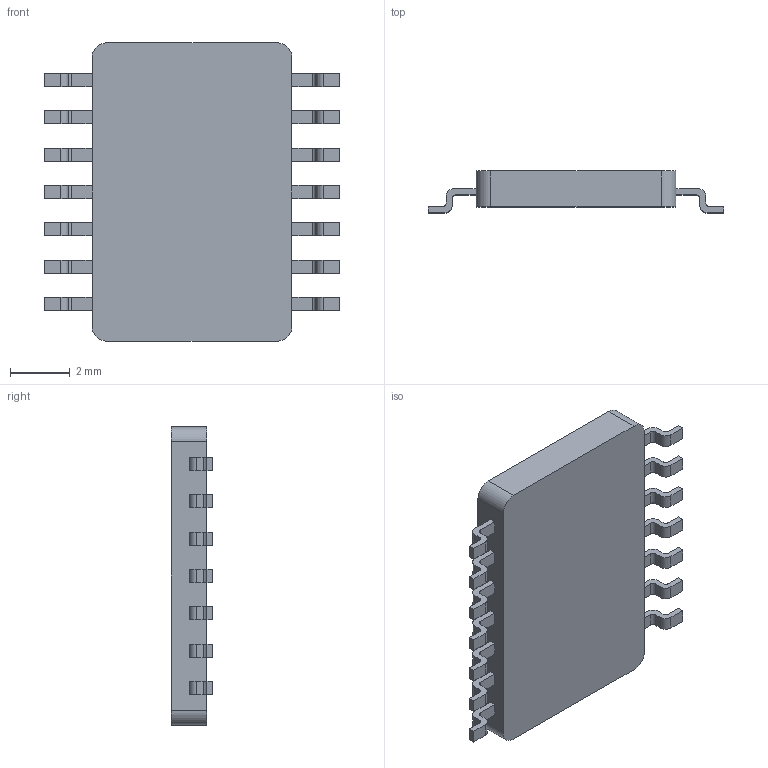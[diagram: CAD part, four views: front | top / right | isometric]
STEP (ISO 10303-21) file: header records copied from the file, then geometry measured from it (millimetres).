
FILE_DESCRIPTION (( 'STEP AP214' ), '1' );
FILE_NAME ('User Library-401.14-5-1.STEP', '2020-08-19T02:44:45', ( '' ), ( '' ), 'SwSTEP 2.0', 'SolidWorks 2020', '' );
FILE_SCHEMA (( 'AUTOMOTIVE_DESIGN' ));
Length unit declared in the file: millimetre
Products named in the file (1): User Library-401.14-5-1
Bounding box: 9.9 x 1.4 x 10 mm (x, y, z)
Volume: 82.5 mm3; surface area: 212.2 mm2
Topology: 1 solids, 1 shells, 282 faces, 762 edges, 508 vertices
Faces by surface type: plane 197, cylinder 62, bspline 23
Entity records: 12997 total; most frequent: CARTESIAN_POINT 2928, ORIENTED_EDGE 1524, DIRECTION 1360, EDGE_CURVE 762, LINE 592, VECTOR 592, VERTEX_POINT 508, AXIS2_PLACEMENT_3D 384
